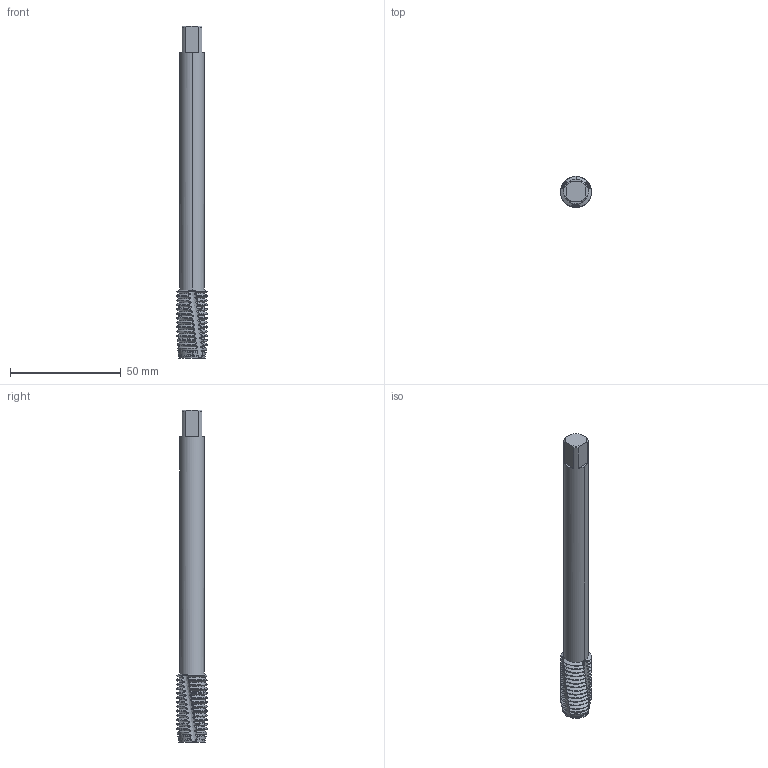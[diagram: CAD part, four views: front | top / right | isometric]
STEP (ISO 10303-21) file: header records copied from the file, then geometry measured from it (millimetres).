
FILE_DESCRIPTION(('no description'),'unknown implementation level');
FILE_NAME('solidY_R8GqM2alO8wXzWPajjS3NNE7c_1.STP',' ',('CIM GmbH Aachen'),('CADClick - KiM GmbH - www.kimweb.de'),'unknown preprocess','ACIS','unknown authorization');
FILE_SCHEMA(('automotive_design'));
Length unit declared in the file: millimetre
Products named in the file (2): 1; 2
Bounding box: 14 x 14 x 150 mm (x, y, z)
Volume: 14841.4 mm3; surface area: 8315.2 mm2
Topology: 2 solids, 2 shells, 332 faces, 934 edges, 606 vertices
Faces by surface type: cone 166, cylinder 140, plane 17, bspline 6, revolution 3
Entity records: 24839 total; most frequent: CARTESIAN_POINT 6388, STYLED_ITEM 1874, PRESENTATION_STYLE_ASSIGNMENT 1874, COLOUR_RGB 1874, ORIENTED_EDGE 1868, DIRECTION 1536, EDGE_CURVE 934, CURVE_STYLE 934
